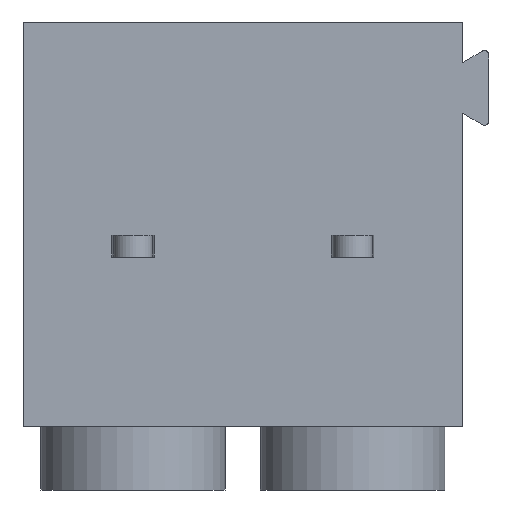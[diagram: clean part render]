
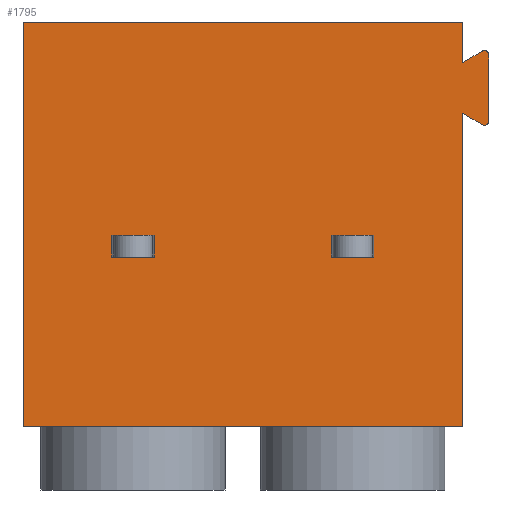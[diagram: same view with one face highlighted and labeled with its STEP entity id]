
A CAD part, front view. The second image highlights one B-rep face of the part: STEP entity #1795.
In plain terms, the highlighted planar face has unit normal (0, -1, 0).
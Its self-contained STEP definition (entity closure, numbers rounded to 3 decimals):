
#524=DIRECTION('',(0.,0.,1.));
#525=VECTOR('',#524,9.2);
#526=CARTESIAN_POINT('',(-2.5,-6.05,-4.6));
#527=LINE('',#526,#525);
#528=DIRECTION('',(1.,0.,0.));
#529=VECTOR('',#528,10.);
#530=CARTESIAN_POINT('',(-2.5,-6.05,4.6));
#531=LINE('',#530,#529);
#532=DIRECTION('',(0.,0.,-1.));
#533=VECTOR('',#532,0.925);
#534=CARTESIAN_POINT('',(7.5,-6.05,4.6));
#535=LINE('',#534,#533);
#536=DIRECTION('',(0.865,0.,0.503));
#537=VECTOR('',#536,0.52);
#538=CARTESIAN_POINT('',(7.5,-6.05,3.675));
#539=LINE('',#538,#537);
#540=CARTESIAN_POINT('',(8.,-6.05,3.85));
#541=DIRECTION('',(0.,1.,0.));
#542=DIRECTION('',(-0.503,0.,0.865));
#543=AXIS2_PLACEMENT_3D('',#540,#541,#542);
#545=DIRECTION('',(0.,0.,-1.));
#546=VECTOR('',#545,1.5);
#547=CARTESIAN_POINT('',(8.1,-6.05,3.85));
#548=LINE('',#547,#546);
#549=CARTESIAN_POINT('',(8.1,-6.05,2.35));
#550=CARTESIAN_POINT('',(8.1,-6.05,2.335));
#551=CARTESIAN_POINT('',(8.094,-6.05,2.308));
#552=CARTESIAN_POINT('',(8.069,-6.05,2.273));
#553=CARTESIAN_POINT('',(8.032,-6.05,2.252));
#554=CARTESIAN_POINT('',(7.989,-6.05,2.248));
#555=CARTESIAN_POINT('',(7.962,-6.05,2.256));
#556=CARTESIAN_POINT('',(7.95,-6.05,2.263));
#558=DIRECTION('',(-0.865,0.,0.503));
#559=VECTOR('',#558,0.52);
#560=CARTESIAN_POINT('',(7.95,-6.05,2.263));
#561=LINE('',#560,#559);
#562=DIRECTION('',(0.,0.,-1.));
#563=VECTOR('',#562,7.125);
#564=CARTESIAN_POINT('',(7.5,-6.05,2.525));
#565=LINE('',#564,#563);
#566=DIRECTION('',(1.,0.,0.));
#567=VECTOR('',#566,0.965);
#568=CARTESIAN_POINT('',(-0.483,-6.05,-0.25));
#569=LINE('',#568,#567);
#583=DIRECTION('',(0.,0.,-1.));
#584=VECTOR('',#583,0.5);
#585=CARTESIAN_POINT('',(0.483,-6.05,-0.25));
#586=LINE('',#585,#584);
#587=DIRECTION('',(1.,0.,0.));
#588=VECTOR('',#587,0.965);
#589=CARTESIAN_POINT('',(-0.483,-6.05,-0.75));
#590=LINE('',#589,#588);
#604=DIRECTION('',(0.,0.,-1.));
#605=VECTOR('',#604,0.5);
#606=CARTESIAN_POINT('',(-0.483,-6.05,-0.25));
#607=LINE('',#606,#605);
#616=DIRECTION('',(1.,0.,0.));
#617=VECTOR('',#616,0.965);
#618=CARTESIAN_POINT('',(4.517,-6.05,-0.25));
#619=LINE('',#618,#617);
#633=DIRECTION('',(0.,0.,-1.));
#634=VECTOR('',#633,0.5);
#635=CARTESIAN_POINT('',(5.483,-6.05,-0.25));
#636=LINE('',#635,#634);
#637=DIRECTION('',(1.,0.,0.));
#638=VECTOR('',#637,0.965);
#639=CARTESIAN_POINT('',(4.517,-6.05,-0.75));
#640=LINE('',#639,#638);
#654=DIRECTION('',(0.,0.,-1.));
#655=VECTOR('',#654,0.5);
#656=CARTESIAN_POINT('',(4.517,-6.05,-0.25));
#657=LINE('',#656,#655);
#670=DIRECTION('',(1.,0.,0.));
#671=VECTOR('',#670,10.);
#672=CARTESIAN_POINT('',(-2.5,-6.05,-4.6));
#673=LINE('',#672,#671);
#862=CARTESIAN_POINT('',(-2.5,-6.05,-4.6));
#863=CARTESIAN_POINT('',(7.5,-6.05,-4.6));
#864=VERTEX_POINT('',#862);
#865=VERTEX_POINT('',#863);
#878=CARTESIAN_POINT('',(-2.5,-6.05,4.6));
#879=CARTESIAN_POINT('',(7.5,-6.05,4.6));
#880=VERTEX_POINT('',#878);
#881=VERTEX_POINT('',#879);
#882=CARTESIAN_POINT('',(7.5,-6.05,3.675));
#883=VERTEX_POINT('',#882);
#884=CARTESIAN_POINT('',(7.95,-6.05,3.936));
#885=VERTEX_POINT('',#884);
#886=CARTESIAN_POINT('',(8.1,-6.05,3.85));
#887=CARTESIAN_POINT('',(8.1,-6.05,2.35));
#888=VERTEX_POINT('',#886);
#889=VERTEX_POINT('',#887);
#890=CARTESIAN_POINT('',(7.95,-6.05,2.263));
#891=CARTESIAN_POINT('',(7.5,-6.05,2.525));
#892=VERTEX_POINT('',#890);
#893=VERTEX_POINT('',#891);
#1069=CARTESIAN_POINT('',(4.517,-6.05,-0.25));
#1070=CARTESIAN_POINT('',(5.483,-6.05,-0.25));
#1071=VERTEX_POINT('',#1069);
#1072=VERTEX_POINT('',#1070);
#1073=CARTESIAN_POINT('',(5.483,-6.05,-0.75));
#1074=VERTEX_POINT('',#1073);
#1075=CARTESIAN_POINT('',(4.517,-6.05,-0.75));
#1076=VERTEX_POINT('',#1075);
#1077=CARTESIAN_POINT('',(-0.483,-6.05,-0.25));
#1078=CARTESIAN_POINT('',(0.483,-6.05,-0.25));
#1079=VERTEX_POINT('',#1077);
#1080=VERTEX_POINT('',#1078);
#1081=CARTESIAN_POINT('',(0.483,-6.05,-0.75));
#1082=VERTEX_POINT('',#1081);
#1083=CARTESIAN_POINT('',(-0.483,-6.05,-0.75));
#1084=VERTEX_POINT('',#1083);
#1751=CARTESIAN_POINT('',(2.8,-6.05,0.));
#1752=DIRECTION('',(0.,1.,0.));
#1753=DIRECTION('',(1.,0.,0.));
#1754=AXIS2_PLACEMENT_3D('',#1751,#1752,#1753);
#1755=PLANE('',#1754);
#1757=ORIENTED_EDGE('',*,*,#1756,.T.);
#1759=ORIENTED_EDGE('',*,*,#1758,.T.);
#1760=ORIENTED_EDGE('',*,*,#1699,.T.);
#1762=ORIENTED_EDGE('',*,*,#1761,.T.);
#1764=ORIENTED_EDGE('',*,*,#1763,.T.);
#1766=ORIENTED_EDGE('',*,*,#1765,.T.);
#1768=ORIENTED_EDGE('',*,*,#1767,.T.);
#1769=ORIENTED_EDGE('',*,*,#1743,.T.);
#1770=ORIENTED_EDGE('',*,*,#1707,.T.);
#1772=ORIENTED_EDGE('',*,*,#1771,.F.);
#1773=EDGE_LOOP('',(#1757,#1759,#1760,#1762,#1764,#1766,#1768,#1769,#1770,
#1772));
#1774=FACE_OUTER_BOUND('',#1773,.F.);
#1776=ORIENTED_EDGE('',*,*,#1775,.F.);
#1778=ORIENTED_EDGE('',*,*,#1777,.T.);
#1780=ORIENTED_EDGE('',*,*,#1779,.T.);
#1782=ORIENTED_EDGE('',*,*,#1781,.F.);
#1783=EDGE_LOOP('',(#1776,#1778,#1780,#1782));
#1784=FACE_BOUND('',#1783,.F.);
#1786=ORIENTED_EDGE('',*,*,#1785,.F.);
#1788=ORIENTED_EDGE('',*,*,#1787,.T.);
#1790=ORIENTED_EDGE('',*,*,#1789,.T.);
#1792=ORIENTED_EDGE('',*,*,#1791,.F.);
#1793=EDGE_LOOP('',(#1786,#1788,#1790,#1792));
#1794=FACE_BOUND('',#1793,.F.);
#544=CIRCLE('',#543,0.1);
#557=B_SPLINE_CURVE_WITH_KNOTS('',3,(#549,#550,#551,#552,#553,#554,#555,#556),
.UNSPECIFIED.,.F.,.F.,(4,1,1,1,1,4),(0.,0.2,0.4,0.6,0.8,1.),
.UNSPECIFIED.);
#1699=EDGE_CURVE('',#881,#883,#535,.T.);
#1707=EDGE_CURVE('',#893,#865,#565,.T.);
#1743=EDGE_CURVE('',#892,#893,#561,.T.);
#1756=EDGE_CURVE('',#864,#880,#527,.T.);
#1758=EDGE_CURVE('',#880,#881,#531,.T.);
#1761=EDGE_CURVE('',#883,#885,#539,.T.);
#1763=EDGE_CURVE('',#885,#888,#544,.T.);
#1765=EDGE_CURVE('',#888,#889,#548,.T.);
#1767=EDGE_CURVE('',#889,#892,#557,.T.);
#1771=EDGE_CURVE('',#864,#865,#673,.T.);
#1775=EDGE_CURVE('',#1071,#1072,#619,.T.);
#1777=EDGE_CURVE('',#1071,#1076,#657,.T.);
#1779=EDGE_CURVE('',#1076,#1074,#640,.T.);
#1781=EDGE_CURVE('',#1072,#1074,#636,.T.);
#1785=EDGE_CURVE('',#1079,#1080,#569,.T.);
#1787=EDGE_CURVE('',#1079,#1084,#607,.T.);
#1789=EDGE_CURVE('',#1084,#1082,#590,.T.);
#1791=EDGE_CURVE('',#1080,#1082,#586,.T.);
#1795=ADVANCED_FACE('',(#1774,#1784,#1794),#1755,.F.);
